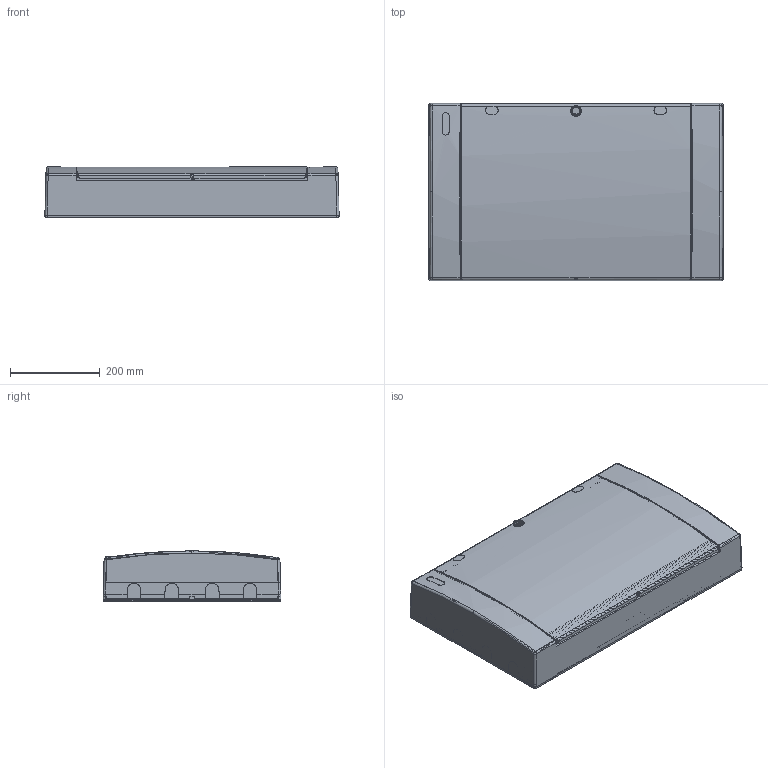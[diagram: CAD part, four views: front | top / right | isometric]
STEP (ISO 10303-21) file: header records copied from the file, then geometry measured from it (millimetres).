
FILE_DESCRIPTION (( 'STEP AP203' ), '1' );
FILE_NAME ('N4x18C.STEP', '2020-05-14T08:19:06', ( '' ), ( '' ), 'SwSTEP 2.0', 'SolidWorks 2019', '' );
FILE_SCHEMA (( 'CONFIG_CONTROL_DESIGN' ));
Length unit declared in the file: millimetre
Products named in the file (4): Vrata 4x18C model; N4x18C; Maska N4x18C; Kuciste 4x18C 18.04.2019.
Assembly tree (3 placements, depth 2):
  N4x18C
    Kuciste 4x18C 18.04.2019.
    Maska N4x18C
    Vrata 4x18C model
Bounding box: 654.6 x 395.8 x 111.6 mm (x, y, z)
Volume: 2229611.8 mm3; surface area: 1952206 mm2
Topology: 3 solids, 3 shells, 3907 faces, 10956 edges, 7235 vertices
Faces by surface type: plane 2065, cylinder 922, bspline 573, cone 323, torus 20, sphere 4
Entity records: 145461 total; most frequent: CARTESIAN_POINT 55218, ORIENTED_EDGE 21820, DIRECTION 13849, EDGE_CURVE 10910, VERTEX_POINT 7224, LINE 5453, VECTOR 5453, AXIS2_PLACEMENT_3D 4198
